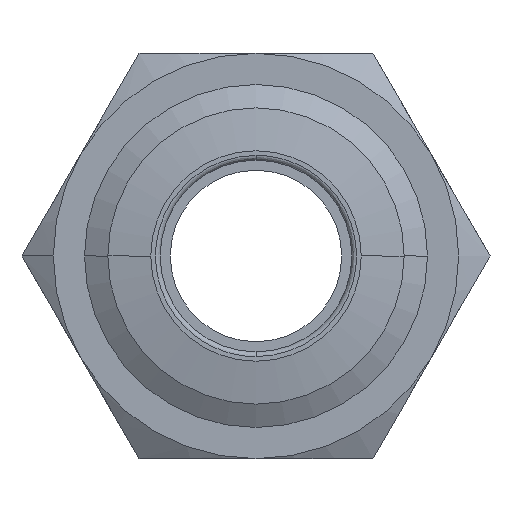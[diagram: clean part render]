
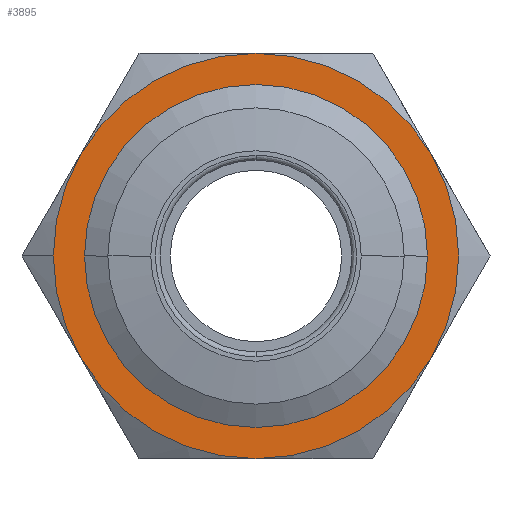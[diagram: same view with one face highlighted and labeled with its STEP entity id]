
A CAD part, front view. The second image highlights one B-rep face of the part: STEP entity #3895.
In plain terms, the highlighted planar face has unit normal (0, -1, 0).
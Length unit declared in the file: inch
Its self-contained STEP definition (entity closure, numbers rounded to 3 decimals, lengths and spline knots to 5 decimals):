
#18 = EDGE_LOOP ( 'NONE', ( #2556, #1637 ) ) ;
#63 = ORIENTED_EDGE ( 'NONE', *, *, #4125, .T. ) ;
#83 = AXIS2_PLACEMENT_3D ( 'NONE', #2466, #2454, #2444 ) ;
#185 = CARTESIAN_POINT ( 'NONE',  ( -0.44324, -0.25591, -0.25591 ) ) ;
#227 = DIRECTION ( 'NONE',  ( 0., -1., 0. ) ) ;
#256 = EDGE_CURVE ( 'NONE', #2254, #3675, #2909, .T. ) ;
#296 = DIRECTION ( 'NONE',  ( 1., 0., 0. ) ) ;
#366 = DIRECTION ( 'NONE',  ( 0., -1., 0. ) ) ;
#369 = AXIS2_PLACEMENT_3D ( 'NONE', #1581, #3971, #1927 ) ;
#562 = CARTESIAN_POINT ( 'NONE',  ( 0.43307, -0.25591, 0. ) ) ;
#663 = DIRECTION ( 'NONE',  ( 0., -1., 0. ) ) ;
#739 = CIRCLE ( 'NONE', #2532, 0.51181 ) ;
#814 = DIRECTION ( 'NONE',  ( 0., -1., 0. ) ) ;
#867 = EDGE_LOOP ( 'NONE', ( #4419, #2743, #1348, #63, #3706, #2475, #929 ) ) ;
#903 = CIRCLE ( 'NONE', #2312, 0.51181 ) ;
#929 = ORIENTED_EDGE ( 'NONE', *, *, #2216, .T. ) ;
#1050 = VERTEX_POINT ( 'NONE', #3861 ) ;
#1188 = CARTESIAN_POINT ( 'NONE',  ( 0., -0.25591, 0. ) ) ;
#1245 = AXIS2_PLACEMENT_3D ( 'NONE', #2451, #366, #2791 ) ;
#1299 = CIRCLE ( 'NONE', #1781, 0.51181 ) ;
#1348 = ORIENTED_EDGE ( 'NONE', *, *, #1601, .T. ) ;
#1388 = EDGE_CURVE ( 'NONE', #3960, #2235, #2753, .T. ) ;
#1454 = CIRCLE ( 'NONE', #3551, 0.43307 ) ;
#1498 = FACE_BOUND ( 'NONE', #18, .T. ) ;
#1542 = DIRECTION ( 'NONE',  ( 1., 0., 0. ) ) ;
#1581 = CARTESIAN_POINT ( 'NONE',  ( 0., -0.25591, 0. ) ) ;
#1601 = EDGE_CURVE ( 'NONE', #2235, #2095, #2004, .T. ) ;
#1637 = ORIENTED_EDGE ( 'NONE', *, *, #1772, .F. ) ;
#1772 = EDGE_CURVE ( 'NONE', #1050, #4208, #2589, .T. ) ;
#1781 = AXIS2_PLACEMENT_3D ( 'NONE', #3918, #1881, #4270 ) ;
#1881 = DIRECTION ( 'NONE',  ( 0., -1., 0. ) ) ;
#1910 = VERTEX_POINT ( 'NONE', #4209 ) ;
#1927 = DIRECTION ( 'NONE',  ( -1., 0., 0. ) ) ;
#1983 = CARTESIAN_POINT ( 'NONE',  ( -0.51181, -0.25591, 0. ) ) ;
#2004 = CIRCLE ( 'NONE', #2399, 0.51181 ) ;
#2055 = DIRECTION ( 'NONE',  ( 0., -1., 0. ) ) ;
#2095 = VERTEX_POINT ( 'NONE', #2999 ) ;
#2111 = AXIS2_PLACEMENT_3D ( 'NONE', #4424, #2395, #296 ) ;
#2199 = EDGE_CURVE ( 'NONE', #1910, #2254, #903, .T. ) ;
#2216 = EDGE_CURVE ( 'NONE', #3675, #4158, #739, .T. ) ;
#2234 = AXIS2_PLACEMENT_3D ( 'NONE', #2873, #814, #3214 ) ;
#2235 = VERTEX_POINT ( 'NONE', #3734 ) ;
#2254 = VERTEX_POINT ( 'NONE', #4441 ) ;
#2312 = AXIS2_PLACEMENT_3D ( 'NONE', #4101, #2055, #4432 ) ;
#2313 = FACE_OUTER_BOUND ( 'NONE', #867, .T. ) ;
#2314 = CARTESIAN_POINT ( 'NONE',  ( 0., -0.25591, 0. ) ) ;
#2395 = DIRECTION ( 'NONE',  ( 0., -1., 0. ) ) ;
#2399 = AXIS2_PLACEMENT_3D ( 'NONE', #2314, #227, #2660 ) ;
#2444 = DIRECTION ( 'NONE',  ( -1., 0., 0. ) ) ;
#2451 = CARTESIAN_POINT ( 'NONE',  ( 0.47244, -0.25591, 0. ) ) ;
#2454 = DIRECTION ( 'NONE',  ( 0., -1., 0. ) ) ;
#2466 = CARTESIAN_POINT ( 'NONE',  ( 0., -0.25591, 0. ) ) ;
#2475 = ORIENTED_EDGE ( 'NONE', *, *, #256, .T. ) ;
#2532 = AXIS2_PLACEMENT_3D ( 'NONE', #2740, #663, #3082 ) ;
#2556 = ORIENTED_EDGE ( 'NONE', *, *, #3557, .F. ) ;
#2589 = CIRCLE ( 'NONE', #2111, 0.43307 ) ;
#2660 = DIRECTION ( 'NONE',  ( -1., 0., 0. ) ) ;
#2740 = CARTESIAN_POINT ( 'NONE',  ( 0., -0.25591, 0. ) ) ;
#2743 = ORIENTED_EDGE ( 'NONE', *, *, #1388, .T. ) ;
#2753 = CIRCLE ( 'NONE', #2234, 0.51181 ) ;
#2791 = DIRECTION ( 'NONE',  ( 1., 0., 0. ) ) ;
#2806 = CARTESIAN_POINT ( 'NONE',  ( 0., -0.25591, -0.51181 ) ) ;
#2834 = CIRCLE ( 'NONE', #369, 0.51181 ) ;
#2873 = CARTESIAN_POINT ( 'NONE',  ( 0., -0.25591, 0. ) ) ;
#2909 = CIRCLE ( 'NONE', #83, 0.51181 ) ;
#2999 = CARTESIAN_POINT ( 'NONE',  ( 0.44324, -0.25591, 0.25591 ) ) ;
#3041 = EDGE_CURVE ( 'NONE', #4158, #3960, #1299, .T. ) ;
#3082 = DIRECTION ( 'NONE',  ( -1., 0., 0. ) ) ;
#3214 = DIRECTION ( 'NONE',  ( -1., 0., 0. ) ) ;
#3430 = PLANE ( 'NONE',  #1245 ) ;
#3551 = AXIS2_PLACEMENT_3D ( 'NONE', #1188, #3569, #1542 ) ;
#3557 = EDGE_CURVE ( 'NONE', #4208, #1050, #1454, .T. ) ;
#3569 = DIRECTION ( 'NONE',  ( 0., -1., 0. ) ) ;
#3675 = VERTEX_POINT ( 'NONE', #1983 ) ;
#3706 = ORIENTED_EDGE ( 'NONE', *, *, #2199, .T. ) ;
#3734 = CARTESIAN_POINT ( 'NONE',  ( 0.44324, -0.25591, -0.25591 ) ) ;
#3861 = CARTESIAN_POINT ( 'NONE',  ( -0.43307, -0.25591, 0. ) ) ;
#3895 = ADVANCED_FACE ( 'NONE', ( #1498, #2313 ), #3430, .T. ) ;
#3918 = CARTESIAN_POINT ( 'NONE',  ( 0., -0.25591, 0. ) ) ;
#3960 = VERTEX_POINT ( 'NONE', #2806 ) ;
#3971 = DIRECTION ( 'NONE',  ( 0., -1., 0. ) ) ;
#4101 = CARTESIAN_POINT ( 'NONE',  ( 0., -0.25591, 0. ) ) ;
#4125 = EDGE_CURVE ( 'NONE', #2095, #1910, #2834, .T. ) ;
#4158 = VERTEX_POINT ( 'NONE', #185 ) ;
#4208 = VERTEX_POINT ( 'NONE', #562 ) ;
#4209 = CARTESIAN_POINT ( 'NONE',  ( 0., -0.25591, 0.51181 ) ) ;
#4270 = DIRECTION ( 'NONE',  ( -1., 0., 0. ) ) ;
#4419 = ORIENTED_EDGE ( 'NONE', *, *, #3041, .T. ) ;
#4424 = CARTESIAN_POINT ( 'NONE',  ( 0., -0.25591, 0. ) ) ;
#4432 = DIRECTION ( 'NONE',  ( -1., 0., 0. ) ) ;
#4441 = CARTESIAN_POINT ( 'NONE',  ( -0.44324, -0.25591, 0.25591 ) ) ;
